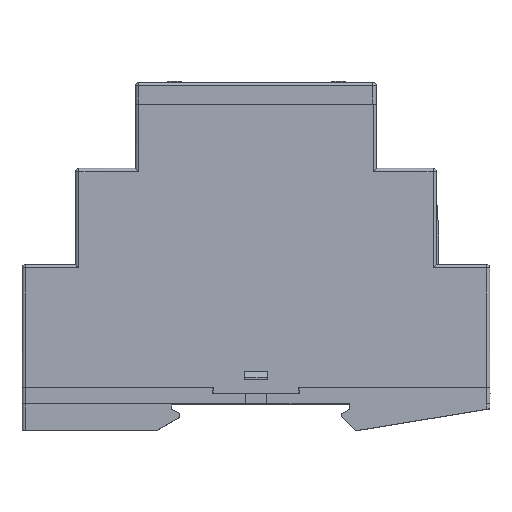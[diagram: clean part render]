
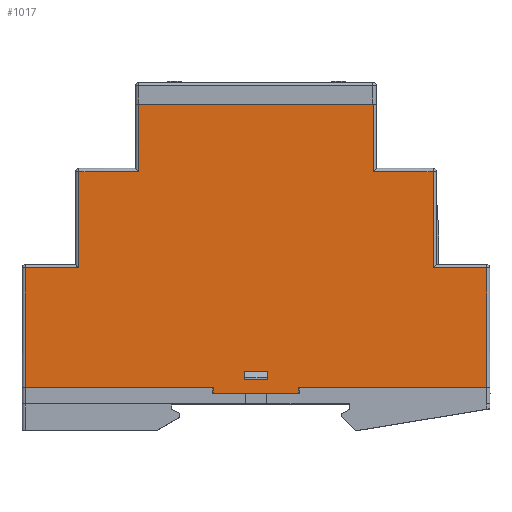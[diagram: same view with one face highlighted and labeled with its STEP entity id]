
A CAD part, top view. The second image highlights one B-rep face of the part: STEP entity #1017.
In plain terms, the highlighted planar face has unit normal (0, 0, 1).
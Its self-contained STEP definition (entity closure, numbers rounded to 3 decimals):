
#164=FACE_BOUND('',#2278,.T.);
#165=FACE_BOUND('',#2279,.T.);
#1017=ADVANCED_FACE('NONE',(#164,#165),#1450,.T.);
#1450=PLANE('',#16461);
#2278=EDGE_LOOP('',(#4826,#4827,#4828,#4829));
#2279=EDGE_LOOP('',(#4830,#4831,#4832,#4833,#4834,#4835,#4836,#4837,#4838,
#4839,#4840,#4841,#4842,#4843,#4844,#4845));
#4826=ORIENTED_EDGE('',*,*,#10326,.F.);
#4827=ORIENTED_EDGE('',*,*,#10320,.F.);
#4828=ORIENTED_EDGE('',*,*,#10323,.F.);
#4829=ORIENTED_EDGE('',*,*,#10325,.F.);
#4830=ORIENTED_EDGE('',*,*,#10327,.T.);
#4831=ORIENTED_EDGE('',*,*,#10328,.T.);
#4832=ORIENTED_EDGE('',*,*,#10329,.T.);
#4833=ORIENTED_EDGE('',*,*,#10330,.T.);
#4834=ORIENTED_EDGE('',*,*,#10331,.T.);
#4835=ORIENTED_EDGE('',*,*,#10332,.T.);
#4836=ORIENTED_EDGE('',*,*,#10333,.F.);
#4837=ORIENTED_EDGE('',*,*,#10334,.T.);
#4838=ORIENTED_EDGE('',*,*,#10335,.T.);
#4839=ORIENTED_EDGE('',*,*,#10336,.T.);
#4840=ORIENTED_EDGE('',*,*,#10337,.T.);
#4841=ORIENTED_EDGE('',*,*,#10338,.T.);
#4842=ORIENTED_EDGE('',*,*,#10339,.T.);
#4843=ORIENTED_EDGE('',*,*,#10340,.T.);
#4844=ORIENTED_EDGE('',*,*,#10341,.T.);
#4845=ORIENTED_EDGE('',*,*,#10342,.T.);
#7865=VERTEX_POINT('',#24925);
#7866=VERTEX_POINT('',#24927);
#7867=VERTEX_POINT('',#24931);
#7868=VERTEX_POINT('',#24935);
#7869=VERTEX_POINT('',#24941);
#7870=VERTEX_POINT('',#24942);
#7871=VERTEX_POINT('',#24944);
#7872=VERTEX_POINT('',#24946);
#7873=VERTEX_POINT('',#24948);
#7874=VERTEX_POINT('',#24950);
#7875=VERTEX_POINT('',#24952);
#7876=VERTEX_POINT('',#24954);
#7877=VERTEX_POINT('',#24956);
#7878=VERTEX_POINT('',#24958);
#7879=VERTEX_POINT('',#24960);
#7880=VERTEX_POINT('',#24962);
#7881=VERTEX_POINT('',#24964);
#7882=VERTEX_POINT('',#24966);
#7883=VERTEX_POINT('',#24968);
#7884=VERTEX_POINT('',#24970);
#10320=EDGE_CURVE('NONE',#7865,#7866,#13265,.T.);
#10323=EDGE_CURVE('NONE',#7867,#7865,#13268,.T.);
#10325=EDGE_CURVE('NONE',#7868,#7867,#13270,.T.);
#10326=EDGE_CURVE('NONE',#7866,#7868,#13271,.T.);
#10327=EDGE_CURVE('NONE',#7869,#7870,#13272,.T.);
#10328=EDGE_CURVE('NONE',#7870,#7871,#13273,.T.);
#10329=EDGE_CURVE('NONE',#7871,#7872,#13274,.T.);
#10330=EDGE_CURVE('NONE',#7872,#7873,#13275,.T.);
#10331=EDGE_CURVE('NONE',#7873,#7874,#13276,.T.);
#10332=EDGE_CURVE('NONE',#7874,#7875,#13277,.T.);
#10333=EDGE_CURVE('NONE',#7876,#7875,#13278,.T.);
#10334=EDGE_CURVE('NONE',#7876,#7877,#13279,.T.);
#10335=EDGE_CURVE('NONE',#7877,#7878,#13280,.T.);
#10336=EDGE_CURVE('NONE',#7878,#7879,#13281,.T.);
#10337=EDGE_CURVE('NONE',#7879,#7880,#13282,.T.);
#10338=EDGE_CURVE('NONE',#7880,#7881,#13283,.T.);
#10339=EDGE_CURVE('NONE',#7881,#7882,#13284,.T.);
#10340=EDGE_CURVE('NONE',#7882,#7883,#13285,.T.);
#10341=EDGE_CURVE('NONE',#7883,#7884,#13286,.T.);
#10342=EDGE_CURVE('NONE',#7884,#7869,#13287,.T.);
#13265=LINE('',#24926,#15364);
#13268=LINE('',#24932,#15367);
#13270=LINE('',#24936,#15369);
#13271=LINE('',#24938,#15370);
#13272=LINE('',#24940,#15371);
#13273=LINE('',#24943,#15372);
#13274=LINE('',#24945,#15373);
#13275=LINE('',#24947,#15374);
#13276=LINE('',#24949,#15375);
#13277=LINE('',#24951,#15376);
#13278=LINE('',#24953,#15377);
#13279=LINE('',#24955,#15378);
#13280=LINE('',#24957,#15379);
#13281=LINE('',#24959,#15380);
#13282=LINE('',#24961,#15381);
#13283=LINE('',#24963,#15382);
#13284=LINE('',#24965,#15383);
#13285=LINE('',#24967,#15384);
#13286=LINE('',#24969,#15385);
#13287=LINE('',#24971,#15386);
#15364=VECTOR('',#19353,1.);
#15367=VECTOR('',#19358,1.);
#15369=VECTOR('',#19362,1.);
#15370=VECTOR('',#19365,1.);
#15371=VECTOR('',#19368,1.);
#15372=VECTOR('',#19369,1.);
#15373=VECTOR('',#19370,1.);
#15374=VECTOR('',#19371,1.);
#15375=VECTOR('',#19372,1.);
#15376=VECTOR('',#19373,1.);
#15377=VECTOR('',#19374,1.);
#15378=VECTOR('',#19375,1.);
#15379=VECTOR('',#19376,1.);
#15380=VECTOR('',#19377,1.);
#15381=VECTOR('',#19378,1.);
#15382=VECTOR('',#19379,1.);
#15383=VECTOR('',#19380,1.);
#15384=VECTOR('',#19381,1.);
#15385=VECTOR('',#19382,1.);
#15386=VECTOR('',#19383,1.);
#16461=AXIS2_PLACEMENT_3D('',#24972,#19384,#19385);
#19353=DIRECTION('',(0.,-1.,0.));
#19358=DIRECTION('',(-1.,0.,0.));
#19362=DIRECTION('',(0.,1.,0.));
#19365=DIRECTION('',(1.,0.,0.));
#19368=DIRECTION('',(-1.,0.,0.));
#19369=DIRECTION('',(-0.002,-1.,0.));
#19370=DIRECTION('',(1.,0.,0.));
#19371=DIRECTION('',(0.,-1.,0.));
#19372=DIRECTION('',(1.,0.,0.));
#19373=DIRECTION('',(0.,1.,0.));
#19374=DIRECTION('',(-1.,0.,0.));
#19375=DIRECTION('',(-0.002,1.,0.));
#19376=DIRECTION('',(-1.,0.,0.));
#19377=DIRECTION('',(-0.002,1.,0.));
#19378=DIRECTION('',(-1.,0.,0.));
#19379=DIRECTION('',(-0.002,1.,0.));
#19380=DIRECTION('',(-1.,0.,0.));
#19381=DIRECTION('',(-0.002,-1.,0.));
#19382=DIRECTION('',(-1.,0.,0.));
#19383=DIRECTION('',(-0.002,-1.,0.));
#19384=DIRECTION('',(0.,0.,1.));
#19385=DIRECTION('',(1.,0.,0.));
#24925=CARTESIAN_POINT('',(2.485,-22.487,13.55));
#24926=CARTESIAN_POINT('',(2.485,-22.487,13.55));
#24927=CARTESIAN_POINT('',(2.485,-24.087,13.55));
#24931=CARTESIAN_POINT('',(6.885,-22.487,13.55));
#24932=CARTESIAN_POINT('',(6.885,-22.487,13.55));
#24935=CARTESIAN_POINT('',(6.885,-24.087,13.55));
#24936=CARTESIAN_POINT('',(6.885,-24.087,13.55));
#24938=CARTESIAN_POINT('',(2.485,-24.087,13.55));
#24940=CARTESIAN_POINT('',(24.223,-3.187,13.55));
#24941=CARTESIAN_POINT('',(-28.416,-3.187,13.55));
#24942=CARTESIAN_POINT('',(-38.374,-3.187,13.55));
#24943=CARTESIAN_POINT('',(-38.371,-1.333,13.55));
#24944=CARTESIAN_POINT('',(-38.413,-25.487,13.55));
#24945=CARTESIAN_POINT('',(-39.016,-25.487,13.55));
#24946=CARTESIAN_POINT('',(-3.315,-25.487,13.55));
#24947=CARTESIAN_POINT('',(-3.315,-25.487,13.55));
#24948=CARTESIAN_POINT('',(-3.315,-26.587,13.55));
#24949=CARTESIAN_POINT('',(24.223,-26.587,13.55));
#24950=CARTESIAN_POINT('',(12.685,-26.587,13.55));
#24951=CARTESIAN_POINT('',(12.685,-26.587,13.55));
#24952=CARTESIAN_POINT('',(12.685,-25.487,13.55));
#24953=CARTESIAN_POINT('',(48.386,-25.487,13.55));
#24954=CARTESIAN_POINT('',(47.783,-25.487,13.55));
#24955=CARTESIAN_POINT('',(47.741,-1.402,13.55));
#24956=CARTESIAN_POINT('',(47.744,-3.187,13.55));
#24957=CARTESIAN_POINT('',(24.223,-3.187,13.55));
#24958=CARTESIAN_POINT('',(37.786,-3.187,13.55));
#24959=CARTESIAN_POINT('',(37.783,-1.419,13.55));
#24960=CARTESIAN_POINT('',(37.755,14.813,13.55));
#24961=CARTESIAN_POINT('',(27.185,14.813,13.55));
#24962=CARTESIAN_POINT('',(26.586,14.813,13.55));
#24963=CARTESIAN_POINT('',(26.564,27.412,13.55));
#24964=CARTESIAN_POINT('',(26.564,27.413,13.55));
#24965=CARTESIAN_POINT('',(24.223,27.413,13.55));
#24966=CARTESIAN_POINT('',(-17.194,27.413,13.55));
#24967=CARTESIAN_POINT('',(-17.215,15.412,13.55));
#24968=CARTESIAN_POINT('',(-17.216,14.813,13.55));
#24969=CARTESIAN_POINT('',(-28.984,14.813,13.55));
#24970=CARTESIAN_POINT('',(-28.385,14.813,13.55));
#24971=CARTESIAN_POINT('',(-28.413,-1.351,13.55));
#24972=CARTESIAN_POINT('',(24.223,-1.443,13.55));
